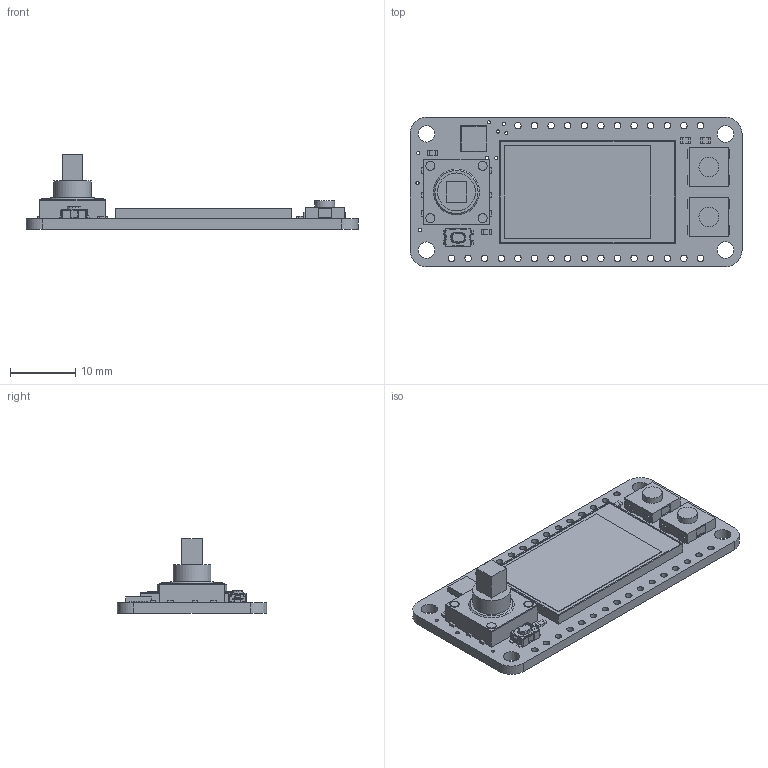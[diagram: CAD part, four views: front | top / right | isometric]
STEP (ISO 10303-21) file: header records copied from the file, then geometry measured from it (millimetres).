
FILE_DESCRIPTION(/* description */ (''),/* implementation_level */ '2;1');
FILE_NAME(/* name */ 'Adafruit Mini TFT Wing.step',/* time_stamp */ '2019-10-31T08:25:01-04:00',/* author */ (''),/* organization */ (''),/* preprocessor_version */ 'ST-DEVELOPER v18',/* originating_system */ 'Autodesk Translation Framework v8.9.1.1155',/* authorisation */ '');
FILE_SCHEMA (('AUTOMOTIVE_DESIGN { 1 0 10303 214 3 1 1 }'));
Length unit declared in the file: millimetre
Products named in the file (9): Adafruit Mini TFT Wing; PCB Component; Board; KMR2; DISP_LCD_0.9IN_160X80; EVQQ; NAVSWITCHSKQUABAUE010; 1k; ATSAMD09D14A-MU
Assembly tree (12 placements, depth 3):
  Adafruit Mini TFT Wing
    PCB Component
      Board
      KMR2
      DISP_LCD_0.9IN_160X80
      EVQQ  x2
      NAVSWITCHSKQUABAUE010
      1k  x4
      ATSAMD09D14A-MU
Bounding box: 50.8 x 22.86 x 11.37 mm (x, y, z)
Volume: 3004.5 mm3; surface area: 5312.4 mm2
Topology: 48 solids, 48 shells, 865 faces, 2252 edges, 1472 vertices
Faces by surface type: plane 650, cylinder 184, bspline 18, cone 7, torus 6
Full cylindrical faces by diameter (mm): 0.5 x38, 1 x28, 1.4 x4, 2.5 x2, 2.54 x2, 3 x2, 5.8 x2
Entity records: 25405 total; most frequent: CARTESIAN_POINT 5552, ORIENTED_EDGE 3966, DIRECTION 3823, EDGE_CURVE 1983, LINE 1569, VECTOR 1569, VERTEX_POINT 1294, AXIS2_PLACEMENT_3D 1127
